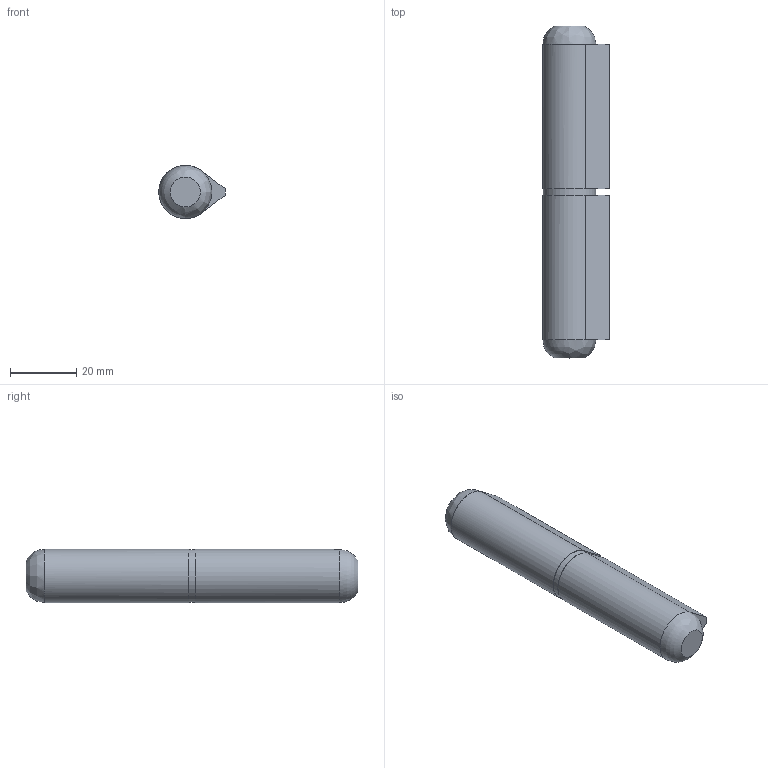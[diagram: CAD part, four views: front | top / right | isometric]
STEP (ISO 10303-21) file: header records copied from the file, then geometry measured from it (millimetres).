
FILE_DESCRIPTION( ( 'STEP AP214' ), '1' );
FILE_NAME( 'K0984.0161000220.stp', '2020-12-10T09:10:32', ( '' ), ( '' ), ' ', 'PARTsolutions', ' ' );
FILE_SCHEMA( ( 'AUTOMOTIVE_DESIGN { 1 0 10303 214 1 1 1 1 }' ) );
Length unit declared in the file: millimetre
Products named in the file (1): _K0984.0161000220
Bounding box: 20 x 100 x 16 mm (x, y, z)
Volume: 21631.7 mm3; surface area: 5974.3 mm2
Topology: 1 solids, 2 shells, 21 faces, 42 edges, 27 vertices
Faces by surface type: plane 13, cylinder 4, bspline 2, cone 2
Full cylindrical faces by diameter (mm): 10 x1, 15.8 x1
Entity records: 720 total; most frequent: CARTESIAN_POINT 134, DIRECTION 86, ORIENTED_EDGE 66, AXIS2_PLACEMENT_3D 33, EDGE_CURVE 33, EDGE_LOOP 29, FACE_OUTER_BOUND 25, VERTEX_POINT 25
